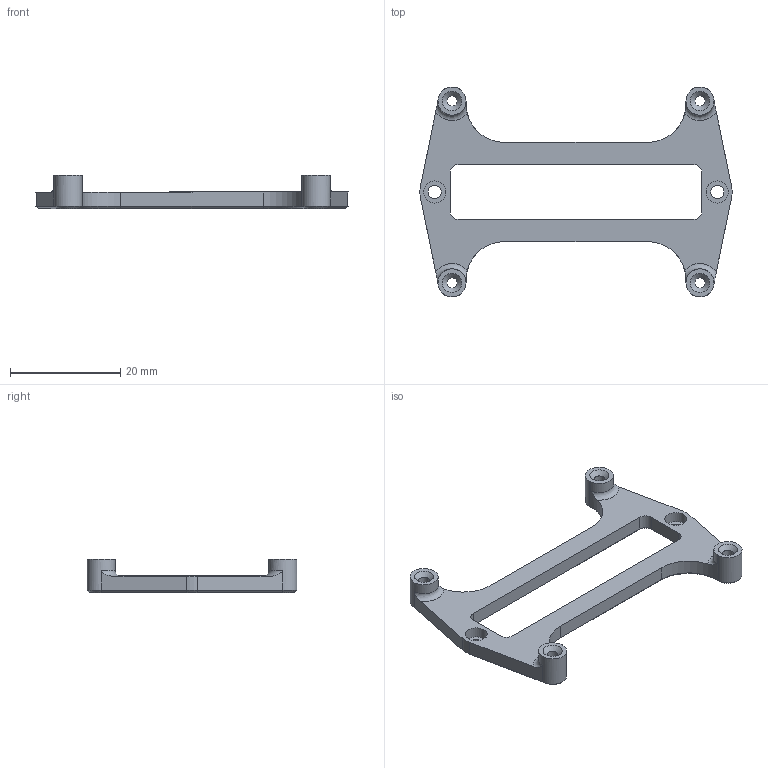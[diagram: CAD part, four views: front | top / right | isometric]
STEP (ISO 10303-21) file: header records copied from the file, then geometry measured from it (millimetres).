
FILE_DESCRIPTION(/* description */ (''),/* implementation_level */ '2;1');
FILE_NAME(/* name */ 'relay _bracket.step',/* time_stamp */ '2021-04-13T10:29:18+02:00',/* author */ (''),/* organization */ (''),/* preprocessor_version */ 'ST-DEVELOPER v18.1',/* originating_system */ 'Autodesk Translation Framework v10.6.0.1341',/* authorisation */ '');
FILE_SCHEMA (('AUTOMOTIVE_DESIGN { 1 0 10303 214 3 1 1 }'));
Length unit declared in the file: millimetre
Products named in the file (1): Relay Bracket
Bounding box: 56.67 x 38.1 x 6 mm (x, y, z)
Volume: 2468.6 mm3; surface area: 2769.8 mm2
Topology: 1 solids, 1 shells, 78 faces, 188 edges, 114 vertices
Faces by surface type: plane 28, cone 24, cylinder 22, torus 4
Full cylindrical faces by diameter (mm): 1.9 x4, 2.4 x2, 4 x2
Entity records: 2397 total; most frequent: CARTESIAN_POINT 493, DIRECTION 410, ORIENTED_EDGE 376, EDGE_CURVE 188, AXIS2_PLACEMENT_3D 159, VERTEX_POINT 114, EDGE_LOOP 94, LINE 92
